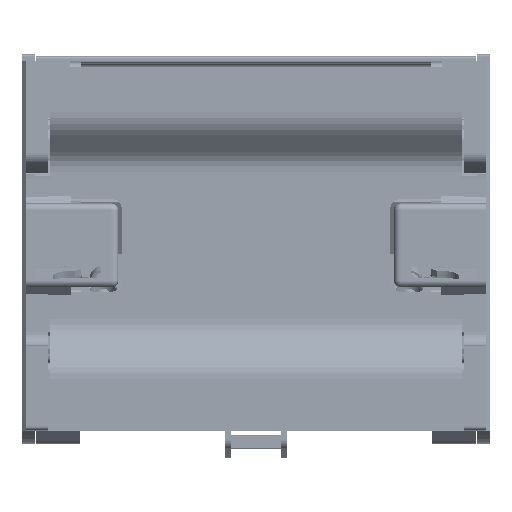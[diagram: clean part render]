
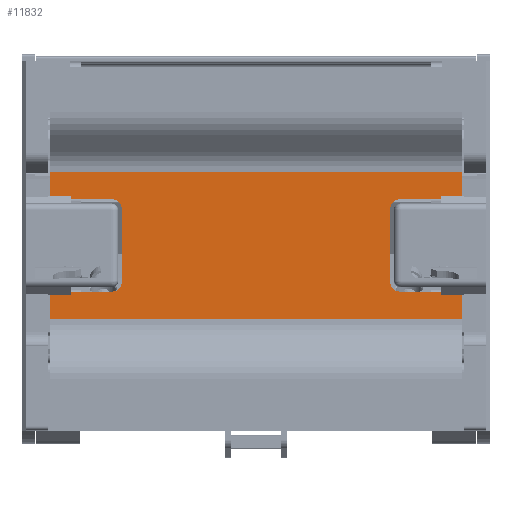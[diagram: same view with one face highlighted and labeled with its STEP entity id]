
A CAD part, front view. The second image highlights one B-rep face of the part: STEP entity #11832.
In plain terms, the highlighted face is planar.
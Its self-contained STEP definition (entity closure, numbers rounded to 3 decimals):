
#275 = DIRECTION ( 'NONE',  ( -1., 0., 0. ) ) ;
#451 = CARTESIAN_POINT ( 'NONE',  ( 46.05, 10.3, 0. ) ) ;
#533 = DIRECTION ( 'NONE',  ( 0., 1., 0. ) ) ;
#741 = CARTESIAN_POINT ( 'NONE',  ( -46.05, 16.5, 0. ) ) ;
#1334 = CARTESIAN_POINT ( 'NONE',  ( 46.05, 16.5, 0. ) ) ;
#1342 = DIRECTION ( 'NONE',  ( -1., 0., 0. ) ) ;
#1455 = ORIENTED_EDGE ( 'NONE', *, *, #46059, .T. ) ;
#1800 = CARTESIAN_POINT ( 'NONE',  ( 46.05, -16.5, 0. ) ) ;
#2319 = DIRECTION ( 'NONE',  ( -1., 0., 0. ) ) ;
#3819 = CARTESIAN_POINT ( 'NONE',  ( -46.05, -16.5, 0. ) ) ;
#3873 = ORIENTED_EDGE ( 'NONE', *, *, #15158, .F. ) ;
#4084 = EDGE_CURVE ( 'NONE', #28348, #39135, #36289, .T. ) ;
#4102 = CIRCLE ( 'NONE', #21491, 2. ) ;
#4127 = CARTESIAN_POINT ( 'NONE',  ( -30.05, 8.3, 0. ) ) ;
#4238 = CARTESIAN_POINT ( 'NONE',  ( -46.05, 10.3, 0. ) ) ;
#4288 = DIRECTION ( 'NONE',  ( 0., 1., 0. ) ) ;
#4530 = DIRECTION ( 'NONE',  ( 0., 1., 0. ) ) ;
#4690 = DIRECTION ( 'NONE',  ( 1., 0., 0. ) ) ;
#4991 = CARTESIAN_POINT ( 'NONE',  ( -32.05, -10.3, 0. ) ) ;
#5487 = VECTOR ( 'NONE', #1342, 1000. ) ;
#5897 = VECTOR ( 'NONE', #13343, 1000. ) ;
#6056 = CARTESIAN_POINT ( 'NONE',  ( 32.05, 10.3, 0. ) ) ;
#6616 = EDGE_CURVE ( 'NONE', #44897, #40022, #9459, .T. ) ;
#6727 = VECTOR ( 'NONE', #4530, 1000. ) ;
#6767 = DIRECTION ( 'NONE',  ( -1., 0., 0. ) ) ;
#7208 = EDGE_CURVE ( 'NONE', #10501, #24733, #10796, .T. ) ;
#7713 = ORIENTED_EDGE ( 'NONE', *, *, #4084, .F. ) ;
#8652 = DIRECTION ( 'NONE',  ( 0., 1., 0. ) ) ;
#8674 = CARTESIAN_POINT ( 'NONE',  ( 46.05, 10.3, 0. ) ) ;
#8858 = ORIENTED_EDGE ( 'NONE', *, *, #25984, .T. ) ;
#9436 = LINE ( 'NONE', #39057, #43565 ) ;
#9459 = LINE ( 'NONE', #31253, #38901 ) ;
#10159 = VECTOR ( 'NONE', #8652, 1000. ) ;
#10215 = EDGE_CURVE ( 'NONE', #28348, #44897, #9436, .T. ) ;
#10501 = VERTEX_POINT ( 'NONE', #1334 ) ;
#10718 = LINE ( 'NONE', #33004, #33142 ) ;
#10796 = LINE ( 'NONE', #25236, #11655 ) ;
#10932 = DIRECTION ( 'NONE',  ( -1., 0., 0. ) ) ;
#11156 = VERTEX_POINT ( 'NONE', #6056 ) ;
#11655 = VECTOR ( 'NONE', #6767, 1000. ) ;
#11832 = ADVANCED_FACE ( 'NONE', ( #43854 ), #11837, .F. ) ;
#11837 = PLANE ( 'NONE',  #23938 ) ;
#13343 = DIRECTION ( 'NONE',  ( 0., 1., 0. ) ) ;
#13930 = CIRCLE ( 'NONE', #31351, 2. ) ;
#14358 = ORIENTED_EDGE ( 'NONE', *, *, #18838, .F. ) ;
#14661 = EDGE_CURVE ( 'NONE', #34760, #32719, #26068, .T. ) ;
#15158 = EDGE_CURVE ( 'NONE', #11156, #18966, #32906, .T. ) ;
#15391 = CIRCLE ( 'NONE', #32057, 2. ) ;
#15840 = CARTESIAN_POINT ( 'NONE',  ( 46.05, -16.5, 0. ) ) ;
#16594 = DIRECTION ( 'NONE',  ( 1., 0., 0. ) ) ;
#17352 = CARTESIAN_POINT ( 'NONE',  ( 46.05, -16.5, 0. ) ) ;
#17360 = VERTEX_POINT ( 'NONE', #28391 ) ;
#17781 = CARTESIAN_POINT ( 'NONE',  ( 30.05, -8.3, 0. ) ) ;
#18069 = EDGE_CURVE ( 'NONE', #40022, #41900, #24172, .T. ) ;
#18318 = VECTOR ( 'NONE', #16594, 1000. ) ;
#18505 = ORIENTED_EDGE ( 'NONE', *, *, #14661, .T. ) ;
#18838 = EDGE_CURVE ( 'NONE', #39135, #43852, #36667, .T. ) ;
#18966 = VERTEX_POINT ( 'NONE', #8674 ) ;
#19095 = VECTOR ( 'NONE', #4288, 1000. ) ;
#20028 = LINE ( 'NONE', #27127, #10159 ) ;
#20285 = EDGE_CURVE ( 'NONE', #43852, #25167, #13930, .T. ) ;
#20389 = AXIS2_PLACEMENT_3D ( 'NONE', #40077, #40303, #275 ) ;
#20529 = ORIENTED_EDGE ( 'NONE', *, *, #6616, .T. ) ;
#20962 = ORIENTED_EDGE ( 'NONE', *, *, #20285, .F. ) ;
#21148 = CARTESIAN_POINT ( 'NONE',  ( -32.05, 10.3, 0. ) ) ;
#21491 = AXIS2_PLACEMENT_3D ( 'NONE', #25623, #29424, #46099 ) ;
#23251 = ORIENTED_EDGE ( 'NONE', *, *, #18069, .T. ) ;
#23938 = AXIS2_PLACEMENT_3D ( 'NONE', #15840, #40754, #36952 ) ;
#24172 = LINE ( 'NONE', #45516, #18318 ) ;
#24364 = DIRECTION ( 'NONE',  ( 0., 1., 0. ) ) ;
#24733 = VERTEX_POINT ( 'NONE', #741 ) ;
#25167 = VERTEX_POINT ( 'NONE', #17781 ) ;
#25236 = CARTESIAN_POINT ( 'NONE',  ( 46.05, 16.5, 0. ) ) ;
#25411 = LINE ( 'NONE', #25635, #6727 ) ;
#25623 = CARTESIAN_POINT ( 'NONE',  ( -32.05, 8.3, 0. ) ) ;
#25635 = CARTESIAN_POINT ( 'NONE',  ( 30.05, 8.3, 0. ) ) ;
#25984 = EDGE_CURVE ( 'NONE', #32719, #24733, #10718, .T. ) ;
#26015 = DIRECTION ( 'NONE',  ( 0., 0., -1. ) ) ;
#26068 = LINE ( 'NONE', #43178, #35618 ) ;
#27057 = EDGE_CURVE ( 'NONE', #17360, #42961, #20028, .T. ) ;
#27127 = CARTESIAN_POINT ( 'NONE',  ( -30.05, 8.3, 0. ) ) ;
#27596 = EDGE_CURVE ( 'NONE', #18966, #10501, #38688, .T. ) ;
#28348 = VERTEX_POINT ( 'NONE', #1800 ) ;
#28391 = CARTESIAN_POINT ( 'NONE',  ( -30.05, -8.3, 0. ) ) ;
#29348 = DIRECTION ( 'NONE',  ( 1., 0., 0. ) ) ;
#29424 = DIRECTION ( 'NONE',  ( 0., 0., 1. ) ) ;
#29939 = CARTESIAN_POINT ( 'NONE',  ( -46.05, -10.3, 0. ) ) ;
#30046 = CARTESIAN_POINT ( 'NONE',  ( 46.05, -10.3, 0. ) ) ;
#30151 = EDGE_CURVE ( 'NONE', #25167, #41271, #25411, .T. ) ;
#30618 = ORIENTED_EDGE ( 'NONE', *, *, #27596, .F. ) ;
#31040 = EDGE_CURVE ( 'NONE', #41271, #11156, #40828, .T. ) ;
#31253 = CARTESIAN_POINT ( 'NONE',  ( -46.05, -16.5, 0. ) ) ;
#31351 = AXIS2_PLACEMENT_3D ( 'NONE', #44041, #26015, #41190 ) ;
#32057 = AXIS2_PLACEMENT_3D ( 'NONE', #37157, #40733, #4690 ) ;
#32272 = ORIENTED_EDGE ( 'NONE', *, *, #7208, .F. ) ;
#32275 = ORIENTED_EDGE ( 'NONE', *, *, #30151, .F. ) ;
#32719 = VERTEX_POINT ( 'NONE', #4238 ) ;
#32906 = LINE ( 'NONE', #451, #35641 ) ;
#33004 = CARTESIAN_POINT ( 'NONE',  ( -46.05, -16.5, 0. ) ) ;
#33142 = VECTOR ( 'NONE', #533, 1000. ) ;
#34060 = ORIENTED_EDGE ( 'NONE', *, *, #27057, .T. ) ;
#34407 = EDGE_LOOP ( 'NONE', ( #30618, #3873, #37839, #32275, #20962, #14358, #7713, #39833, #20529, #23251, #41937, #34060, #1455, #18505, #8858, #32272 ) ) ;
#34760 = VERTEX_POINT ( 'NONE', #21148 ) ;
#35618 = VECTOR ( 'NONE', #10932, 1000. ) ;
#35641 = VECTOR ( 'NONE', #29348, 1000. ) ;
#36289 = LINE ( 'NONE', #36979, #19095 ) ;
#36667 = LINE ( 'NONE', #44484, #5487 ) ;
#36952 = DIRECTION ( 'NONE',  ( 1., 0., 0. ) ) ;
#36979 = CARTESIAN_POINT ( 'NONE',  ( 46.05, -16.5, 0. ) ) ;
#37157 = CARTESIAN_POINT ( 'NONE',  ( -32.05, -8.3, 0. ) ) ;
#37839 = ORIENTED_EDGE ( 'NONE', *, *, #31040, .F. ) ;
#38349 = CARTESIAN_POINT ( 'NONE',  ( 30.05, 8.3, 0. ) ) ;
#38688 = LINE ( 'NONE', #17352, #5897 ) ;
#38901 = VECTOR ( 'NONE', #24364, 1000. ) ;
#39057 = CARTESIAN_POINT ( 'NONE',  ( 46.05, -16.5, 0. ) ) ;
#39135 = VERTEX_POINT ( 'NONE', #30046 ) ;
#39833 = ORIENTED_EDGE ( 'NONE', *, *, #10215, .T. ) ;
#40022 = VERTEX_POINT ( 'NONE', #29939 ) ;
#40077 = CARTESIAN_POINT ( 'NONE',  ( 32.05, 8.3, 0. ) ) ;
#40303 = DIRECTION ( 'NONE',  ( 0., 0., -1. ) ) ;
#40733 = DIRECTION ( 'NONE',  ( 0., 0., 1. ) ) ;
#40754 = DIRECTION ( 'NONE',  ( 0., 0., 1. ) ) ;
#40828 = CIRCLE ( 'NONE', #20389, 2. ) ;
#41190 = DIRECTION ( 'NONE',  ( -1., 0., 0. ) ) ;
#41271 = VERTEX_POINT ( 'NONE', #38349 ) ;
#41900 = VERTEX_POINT ( 'NONE', #4991 ) ;
#41937 = ORIENTED_EDGE ( 'NONE', *, *, #45432, .T. ) ;
#42961 = VERTEX_POINT ( 'NONE', #4127 ) ;
#43178 = CARTESIAN_POINT ( 'NONE',  ( -46.05, 10.3, 0. ) ) ;
#43565 = VECTOR ( 'NONE', #2319, 1000. ) ;
#43852 = VERTEX_POINT ( 'NONE', #44011 ) ;
#43854 = FACE_OUTER_BOUND ( 'NONE', #34407, .T. ) ;
#44011 = CARTESIAN_POINT ( 'NONE',  ( 32.05, -10.3, 0. ) ) ;
#44041 = CARTESIAN_POINT ( 'NONE',  ( 32.05, -8.3, 0. ) ) ;
#44484 = CARTESIAN_POINT ( 'NONE',  ( 46.05, -10.3, 0. ) ) ;
#44897 = VERTEX_POINT ( 'NONE', #3819 ) ;
#45432 = EDGE_CURVE ( 'NONE', #41900, #17360, #15391, .T. ) ;
#45516 = CARTESIAN_POINT ( 'NONE',  ( -46.05, -10.3, 0. ) ) ;
#46059 = EDGE_CURVE ( 'NONE', #42961, #34760, #4102, .T. ) ;
#46099 = DIRECTION ( 'NONE',  ( 1., 0., 0. ) ) ;
